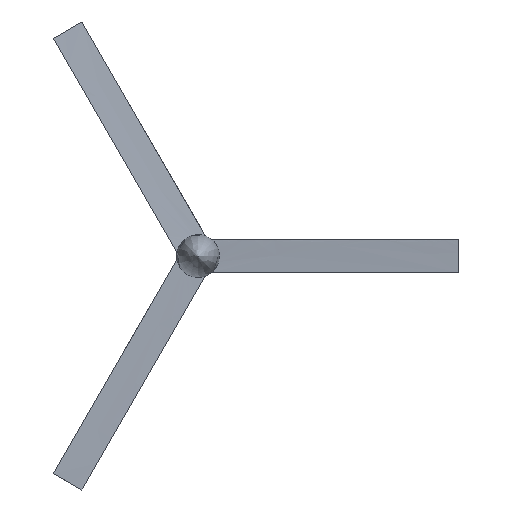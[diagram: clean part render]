
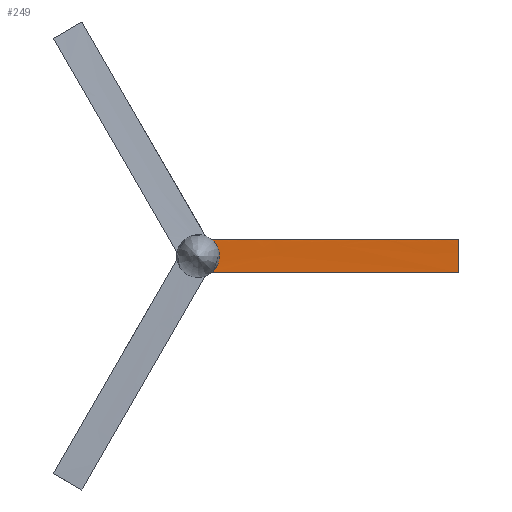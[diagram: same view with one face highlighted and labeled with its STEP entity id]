
A CAD part, front view. The second image highlights one B-rep face of the part: STEP entity #249.
In plain terms, the highlighted free-form (B-spline) face has degree [3, 1] with [9, 2] control points.
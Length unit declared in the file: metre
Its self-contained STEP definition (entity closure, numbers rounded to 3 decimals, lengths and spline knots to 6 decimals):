
#21=B_SPLINE_CURVE_WITH_KNOTS('',3,(#420,#421,#422,#423,#424,#425,#426,
#427,#428,#429,#430,#431,#432,#433,#434,#435,#436,#437,#438),
 .UNSPECIFIED.,.F.,.F.,(4,1,1,1,1,1,1,1,1,1,1,1,1,1,1,1,4),(0.,0.002233,
0.00335,0.004467,0.005583,0.006142,
0.0067,0.007258,0.007817,0.008096,
0.008375,0.008515,0.008654,0.008794,
0.008864,0.008899,0.008933),
 .UNSPECIFIED.);
#22=B_SPLINE_CURVE_WITH_KNOTS('',3,(#440,#441,#442,#443),.UNSPECIFIED.,
 .F.,.F.,(4,4),(0.,0.006977),.UNSPECIFIED.);
#23=B_SPLINE_CURVE_WITH_KNOTS('',6,(#444,#445,#446,#447,#448,#449,#450),
 .UNSPECIFIED.,.F.,.F.,(7,7),(0.,1.),.PIECEWISE_BEZIER_KNOTS.);
#37=B_SPLINE_SURFACE_WITH_KNOTS('',3,1,((#402,#403),(#404,#405),(#406,#407),
(#408,#409),(#410,#411),(#412,#413),(#414,#415),(#416,#417),(#418,#419)),
 .SURF_OF_LINEAR_EXTRUSION.,.F.,.F.,.F.,(4,1,1,1,1,1,4),(2,2),(0.,0.125,
0.25,0.375,0.5,0.75,1.),(0.,1.),.UNSPECIFIED.);
#45=LINE('',#343,#57);
#46=LINE('',#393,#58);
#57=VECTOR('',#298,1.);
#58=VECTOR('',#299,1.);
#76=ORIENTED_EDGE('',*,*,#149,.F.);
#77=ORIENTED_EDGE('',*,*,#150,.T.);
#78=ORIENTED_EDGE('',*,*,#144,.F.);
#79=ORIENTED_EDGE('',*,*,#151,.F.);
#80=ORIENTED_EDGE('',*,*,#147,.T.);
#144=EDGE_CURVE('',#181,#179,#45,.T.);
#147=EDGE_CURVE('',#184,#183,#46,.T.);
#149=EDGE_CURVE('',#185,#183,#21,.T.);
#150=EDGE_CURVE('',#185,#179,#22,.T.);
#151=EDGE_CURVE('',#184,#181,#23,.T.);
#179=VERTEX_POINT('',#338);
#181=VERTEX_POINT('',#342);
#183=VERTEX_POINT('',#392);
#184=VERTEX_POINT('',#394);
#185=VERTEX_POINT('',#439);
#209=EDGE_LOOP('',(#76,#77,#78,#79,#80));
#225=FACE_BOUND('',#209,.T.);
#249=ADVANCED_FACE('',(#225),#37,.F.);
#298=DIRECTION('',(-1.,0.,0.));
#299=DIRECTION('',(-1.,0.,0.));
#338=CARTESIAN_POINT('',(0.005665,-0.122904,0.116344));
#342=CARTESIAN_POINT('',(0.11,-0.122904,0.116344));
#343=CARTESIAN_POINT('',(0.11,-0.122904,0.116344));
#392=CARTESIAN_POINT('',(0.005697,-0.124069,0.130299));
#393=CARTESIAN_POINT('',(0.11,-0.124069,0.130299));
#394=CARTESIAN_POINT('',(0.11,-0.124069,0.130299));
#402=CARTESIAN_POINT('',(0.11,-0.124069,0.130299));
#403=CARTESIAN_POINT('',(0.005039,-0.124069,0.130299));
#404=CARTESIAN_POINT('',(0.11,-0.124087,0.130297));
#405=CARTESIAN_POINT('',(0.005039,-0.124087,0.130297));
#406=CARTESIAN_POINT('',(0.11,-0.124033,0.129529));
#407=CARTESIAN_POINT('',(0.005039,-0.124033,0.129529));
#408=CARTESIAN_POINT('',(0.11,-0.123871,0.127785));
#409=CARTESIAN_POINT('',(0.005039,-0.123871,0.127785));
#410=CARTESIAN_POINT('',(0.11,-0.123713,0.126185));
#411=CARTESIAN_POINT('',(0.005039,-0.123713,0.126185));
#412=CARTESIAN_POINT('',(0.11,-0.123531,0.124407));
#413=CARTESIAN_POINT('',(0.005039,-0.123531,0.124407));
#414=CARTESIAN_POINT('',(0.11,-0.123321,0.122294));
#415=CARTESIAN_POINT('',(0.005039,-0.123321,0.122294));
#416=CARTESIAN_POINT('',(0.11,-0.123046,0.118792));
#417=CARTESIAN_POINT('',(0.005039,-0.123046,0.118792));
#418=CARTESIAN_POINT('',(0.11,-0.122904,0.116344));
#419=CARTESIAN_POINT('',(0.005039,-0.122904,0.116344));
#420=CARTESIAN_POINT('',(0.008944,-0.123337,0.122335));
#421=CARTESIAN_POINT('',(0.009028,-0.123403,0.123082));
#422=CARTESIAN_POINT('',(0.009013,-0.123509,0.124192));
#423=CARTESIAN_POINT('',(0.008717,-0.12366,0.125666));
#424=CARTESIAN_POINT('',(0.008361,-0.123767,0.126724));
#425=CARTESIAN_POINT('',(0.007961,-0.123848,0.12756));
#426=CARTESIAN_POINT('',(0.007574,-0.12391,0.128205));
#427=CARTESIAN_POINT('',(0.007254,-0.123953,0.128669));
#428=CARTESIAN_POINT('',(0.006906,-0.123993,0.129112));
#429=CARTESIAN_POINT('',(0.006593,-0.124023,0.129464));
#430=CARTESIAN_POINT('',(0.006329,-0.124044,0.129733));
#431=CARTESIAN_POINT('',(0.006158,-0.124056,0.129896));
#432=CARTESIAN_POINT('',(0.006019,-0.124065,0.130023));
#433=CARTESIAN_POINT('',(0.005913,-0.124071,0.130117));
#434=CARTESIAN_POINT('',(0.005825,-0.124072,0.130193));
#435=CARTESIAN_POINT('',(0.005759,-0.124077,0.130248));
#436=CARTESIAN_POINT('',(0.005727,-0.12407,0.130274));
#437=CARTESIAN_POINT('',(0.005699,-0.124081,0.130298));
#438=CARTESIAN_POINT('',(0.005697,-0.124069,0.130299));
#439=CARTESIAN_POINT('',(0.008944,-0.123337,0.122335));
#440=CARTESIAN_POINT('',(0.008944,-0.123337,0.122335));
#441=CARTESIAN_POINT('',(0.008682,-0.123132,0.119999));
#442=CARTESIAN_POINT('',(0.007497,-0.12299,0.117828));
#443=CARTESIAN_POINT('',(0.005665,-0.122904,0.116344));
#444=CARTESIAN_POINT('',(0.11,-0.124069,0.130299));
#445=CARTESIAN_POINT('',(0.11,-0.12414,0.130291));
#446=CARTESIAN_POINT('',(0.11,-0.123617,0.125171));
#447=CARTESIAN_POINT('',(0.11,-0.123579,0.12487));
#448=CARTESIAN_POINT('',(0.11,-0.123481,0.124012));
#449=CARTESIAN_POINT('',(0.11,-0.123188,0.121241));
#450=CARTESIAN_POINT('',(0.11,-0.122904,0.116344));
